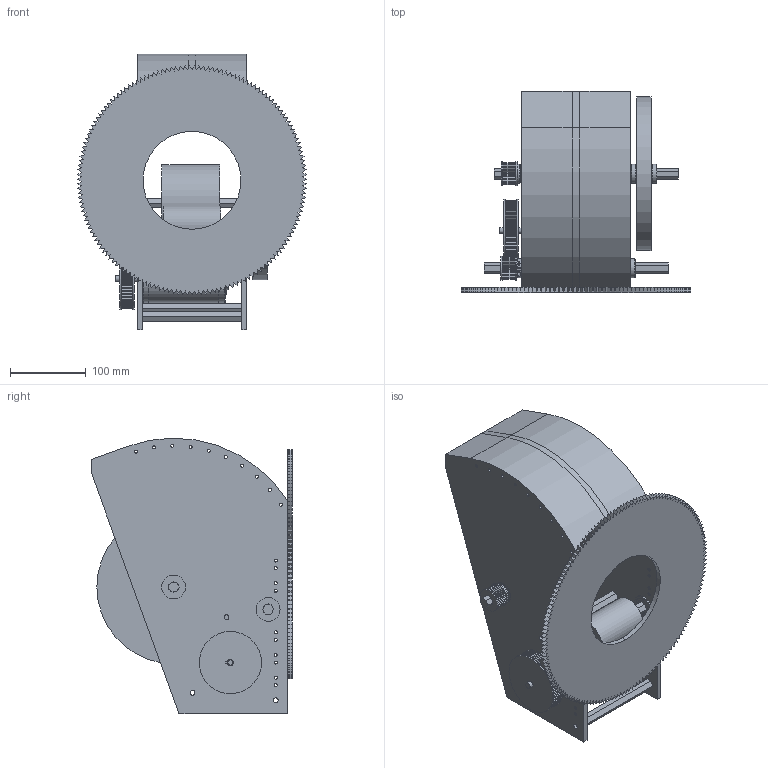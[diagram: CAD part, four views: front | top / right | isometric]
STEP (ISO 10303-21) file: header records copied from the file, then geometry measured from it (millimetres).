
FILE_DESCRIPTION(/* description */ (''),/* implementation_level */ '2;1');
FILE_NAME(/* name */ '16b4b01e-2d23-4c09-b16b-8b328567e75e.stp',/* time_stamp */ '2019-09-18T01:33:32+00:00',/* author */ (''),/* organization */ (''),/* preprocessor_version */ 'ST-DEVELOPER v18',/* originating_system */ 'Autodesk Translation Framework v8.6.0.1094',/* authorisation */ '');
FILE_SCHEMA (('AUTOMOTIVE_DESIGN { 1 0 10303 214 3 1 1 }'));
Length unit declared in the file: millimetre
Products named in the file (14): BaLl TuRrEt; New Base Gear; Side Plate; Side Plate v9(Mirror); 0_500_Hex_ID_x_1_125_OD_x_0_313_WD_Flanged_Bearing_v2_217-3875; CIM_Motor_217-2000; Component3; Main Flywheel; Pre-Roller; CIM Pulley; Component11; Flywheel Gear; Inertia Wheel; Clamping_Shaft_Collar_-_1_2_Hex_ID_217-2737
Assembly tree (22 placements, depth 3):
  BaLl TuRrEt
    New Base Gear
    Side Plate
    Side Plate v9(Mirror)
    0_500_Hex_ID_x_1_125_OD_x_0_313_WD_Flanged_Bearing_v2_217-3875  x4
    CIM_Motor_217-2000
    Component3  x2
    Main Flywheel
    Pre-Roller
    CIM Pulley
      Component11
    Clamping_Shaft_Collar_-_1_2_Hex_ID_217-2737  x5
    Flywheel Gear  x2
    Inertia Wheel
Bounding box: 303.21 x 265.55 x 364.61 mm (x, y, z)
Volume: 4500846.9 mm3; surface area: 875024.5 mm2
Topology: 27 solids, 27 shells, 1377 faces, 3855 edges, 2582 vertices
Faces by surface type: plane 975, cylinder 300, cone 86, bspline 10, torus 6
Full cylindrical faces by diameter (mm): 2.02 x70, 2.261 x5, 2.845 x70, 3.264 x5, 3.969 x40, 4.039 x6, 4.648 x5, 4.763 x5, 6.35 x6, 8 x2, 8.636 x2, 19.05 x3, 19.304 x8, 25.4 x8, 28.55 x8, 30.074 x1, 31.115 x4, 31.448 x4, 50.8 x1, 63.754 x2, 64.008 x1, 82.317 x2, 101.6 x1, 129.54 x1, 203.2 x2
Entity records: 33017 total; most frequent: CARTESIAN_POINT 8450, ORIENTED_EDGE 5196, DIRECTION 4654, EDGE_CURVE 2598, LINE 2220, VECTOR 2220, VERTEX_POINT 1741, AXIS2_PLACEMENT_3D 1217
